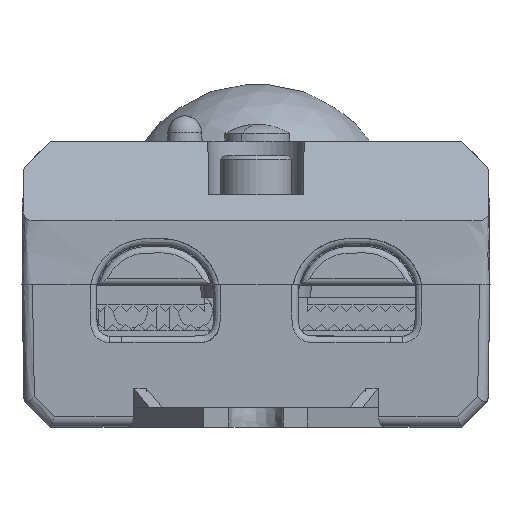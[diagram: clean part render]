
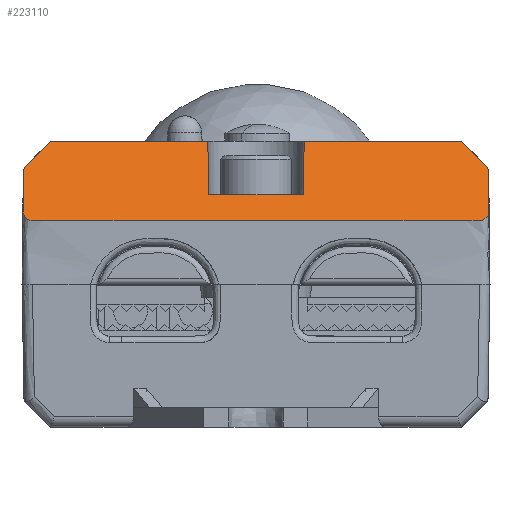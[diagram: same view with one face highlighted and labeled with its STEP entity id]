
A CAD part, left-side view. The second image highlights one B-rep face of the part: STEP entity #223110.
In plain terms, the highlighted face is planar.
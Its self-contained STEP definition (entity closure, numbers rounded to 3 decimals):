
#215590=CARTESIAN_POINT('',(-0.344,80.343,
8.964));
#215600=VERTEX_POINT('',#215590);
#215630=CARTESIAN_POINT('',(35.344,80.343,
8.964));
#215640=CARTESIAN_POINT('',(35.355,81.02,
8.287));
#215650=CARTESIAN_POINT('',(35.37,81.867,
7.44));
#215660=CARTESIAN_POINT('',(35.388,82.883,
6.424));
#215670=CARTESIAN_POINT('',(35.396,83.307,
6.001));
#215680=CARTESIAN_POINT('',(35.4,83.598,
5.71));
#215690=CARTESIAN_POINT('',(35.404,83.76,
5.548));
#215700=CARTESIAN_POINT('',(35.379,83.922,
5.386));
#215710=CARTESIAN_POINT('',(35.291,84.126,
5.181));
#215720=CARTESIAN_POINT('',(35.106,84.304,
5.004));
#215730=CARTESIAN_POINT('',(34.899,84.393,
4.914));
#215740=CARTESIAN_POINT('',(34.752,84.416,
4.891));
#215750=CARTESIAN_POINT('',(34.634,84.414,
4.893));
#215760=CARTESIAN_POINT('',(34.513,84.415,
4.893));
#215770=CARTESIAN_POINT('',(34.177,84.414,
4.893));
#215780=CARTESIAN_POINT('',(33.383,84.415,
4.893));
#215790=CARTESIAN_POINT('',(31.674,84.414,
4.893));
#215800=CARTESIAN_POINT('',(26.3,84.415,
4.893));
#215810=CARTESIAN_POINT('',(17.507,84.414,
4.893));
#215820=CARTESIAN_POINT('',(8.714,84.415,
4.893));
#215830=CARTESIAN_POINT('',(3.341,84.414,
4.893));
#215840=CARTESIAN_POINT('',(1.631,84.415,
4.893));
#215850=CARTESIAN_POINT('',(0.837,84.414,
4.893));
#215860=CARTESIAN_POINT('',(0.501,84.415,
4.893));
#215870=CARTESIAN_POINT('',(0.38,84.414,
4.893));
#215880=CARTESIAN_POINT('',(0.291,84.416,
4.892));
#215890=CARTESIAN_POINT('',(0.203,84.409,
4.898));
#215900=CARTESIAN_POINT('',(0.089,84.387,
4.92));
#215910=CARTESIAN_POINT('',(-0.199,84.268,
5.039));
#215920=CARTESIAN_POINT('',(-0.364,84.011,
5.297));
#215930=CARTESIAN_POINT('',(-0.404,83.767,
5.54));
#215940=CARTESIAN_POINT('',(-0.4,83.605,
5.703));
#215950=CARTESIAN_POINT('',(-0.396,83.313,
5.995));
#215960=CARTESIAN_POINT('',(-0.388,82.889,
6.419));
#215970=CARTESIAN_POINT('',(-0.37,81.87,
7.437));
#215980=CARTESIAN_POINT('',(-0.355,81.022,
8.286));
#215990=CARTESIAN_POINT('',(-0.344,80.343,
8.964));
#216000=B_SPLINE_CURVE_WITH_KNOTS('',3,(#215630,#215640,#215650,#215660,
#215670,#215680,#215690,#215700,#215710,#215720,#215730,#215740,#215750,
#215760,#215770,#215780,#215790,#215800,#215810,#215820,#215830,#215840,
#215850,#215860,#215870,#215880,#215890,#215900,#215910,#215920,#215930,
#215940,#215950,#215960,#215970,#215980,#215990),.UNSPECIFIED.,.F.,.F.,(
4,1,1,1,1,1,1,1,1,1,1,1,1,1,1,1,1,1,1,1,1,1,1,1,1,1,1,1,1,1,1,1,1,1,4),(
0.,0.062,0.077,0.093,
0.1,0.104,0.107,0.115,
0.123,0.127,0.13,0.132,
0.134,0.138,0.154,0.185,
0.248,0.5,0.752,0.815,
0.846,0.862,0.866,0.868,
0.87,0.871,0.873,0.877,
0.892,0.896,0.9,0.907,
0.923,0.938,1.),.UNSPECIFIED.);
#216010=CARTESIAN_POINT('',(35.344,80.343,
8.964));
#216020=VERTEX_POINT('',#216010);
#216030=EDGE_CURVE('',#216020,#215600,#216000,.T.);
#220300=CARTESIAN_POINT('',(33.308,78.308,
11.));
#220310=VERTEX_POINT('',#220300);
#220340=CARTESIAN_POINT('',(0.,78.308,11.));
#220350=DIRECTION('',(1.,0.,0.));
#220360=VECTOR('',#220350,1.);
#220370=LINE('',#220340,#220360);
#220380=CARTESIAN_POINT('',(21.206,78.308,
11.));
#220390=VERTEX_POINT('',#220380);
#220400=EDGE_CURVE('',#220390,#220310,#220370,.T.);
#220760=CARTESIAN_POINT('',(13.794,78.308,
11.));
#220770=VERTEX_POINT('',#220760);
#220800=CARTESIAN_POINT('',(0.,78.308,11.));
#220810=DIRECTION('',(-1.,0.,0.));
#220820=VECTOR('',#220810,1.);
#220830=LINE('',#220800,#220820);
#220840=CARTESIAN_POINT('',(1.692,78.308,
11.));
#220850=VERTEX_POINT('',#220840);
#220860=EDGE_CURVE('',#220770,#220850,#220830,.T.);
#221900=CARTESIAN_POINT('',(-45.,0.,89.308));
#221910=DIRECTION('',(-0.577,-0.577,
0.577));
#221920=VECTOR('',#221910,1.);
#221930=LINE('',#221900,#221920);
#221940=EDGE_CURVE('',#216020,#220310,#221930,.T.);
#222590=CARTESIAN_POINT('',(80.,0.,89.308));
#222600=DIRECTION('',(-0.577,0.577,
-0.577));
#222610=VECTOR('',#222600,1.);
#222620=LINE('',#222590,#222610);
#222630=EDGE_CURVE('',#220850,#215600,#222620,.T.);
#222770=CARTESIAN_POINT('',(35.903,84.568,
4.739));
#222780=DIRECTION('',(-0.,-0.707,-0.707));
#222790=DIRECTION('',(0.,-0.707,0.707));
#222800=AXIS2_PLACEMENT_3D('',#222770,#222780,#222790);
#222810=PLANE('',#222800);
#222820=ORIENTED_EDGE('',*,*,#220400,.F.);
#222830=ORIENTED_EDGE('',*,*,#221940,.T.);
#222840=ORIENTED_EDGE('',*,*,#216030,.F.);
#222850=ORIENTED_EDGE('',*,*,#222630,.T.);
#222860=ORIENTED_EDGE('',*,*,#220860,.T.);
#222870=CARTESIAN_POINT('',(13.794,78.308,
11.));
#222880=DIRECTION('',(0.012,0.707,
-0.707));
#222890=VECTOR('',#222880,1.);
#222900=LINE('',#222870,#222890);
#222910=CARTESIAN_POINT('',(13.865,82.415,
6.893));
#222920=VERTEX_POINT('',#222910);
#222930=EDGE_CURVE('',#220770,#222920,#222900,.T.);
#222940=ORIENTED_EDGE('',*,*,#222930,.F.);
#222950=CARTESIAN_POINT('',(0.,82.415,6.893));
#222960=DIRECTION('',(-1.,0.,0.));
#222970=VECTOR('',#222960,1.);
#222980=LINE('',#222950,#222970);
#222990=CARTESIAN_POINT('',(21.135,82.415,
6.893));
#223000=VERTEX_POINT('',#222990);
#223010=EDGE_CURVE('',#223000,#222920,#222980,.T.);
#223020=ORIENTED_EDGE('',*,*,#223010,.T.);
#223030=CARTESIAN_POINT('',(21.135,82.415,
6.893));
#223040=DIRECTION('',(0.012,-0.707,
0.707));
#223050=VECTOR('',#223040,1.);
#223060=LINE('',#223030,#223050);
#223070=EDGE_CURVE('',#223000,#220390,#223060,.T.);
#223080=ORIENTED_EDGE('',*,*,#223070,.F.);
#223090=EDGE_LOOP('',(#223080,#223020,#222940,#222860,#222850,#222840,
#222830,#222820));
#223100=FACE_OUTER_BOUND('',#223090,.T.);
#223110=ADVANCED_FACE('',(#223100),#222810,.T.);
